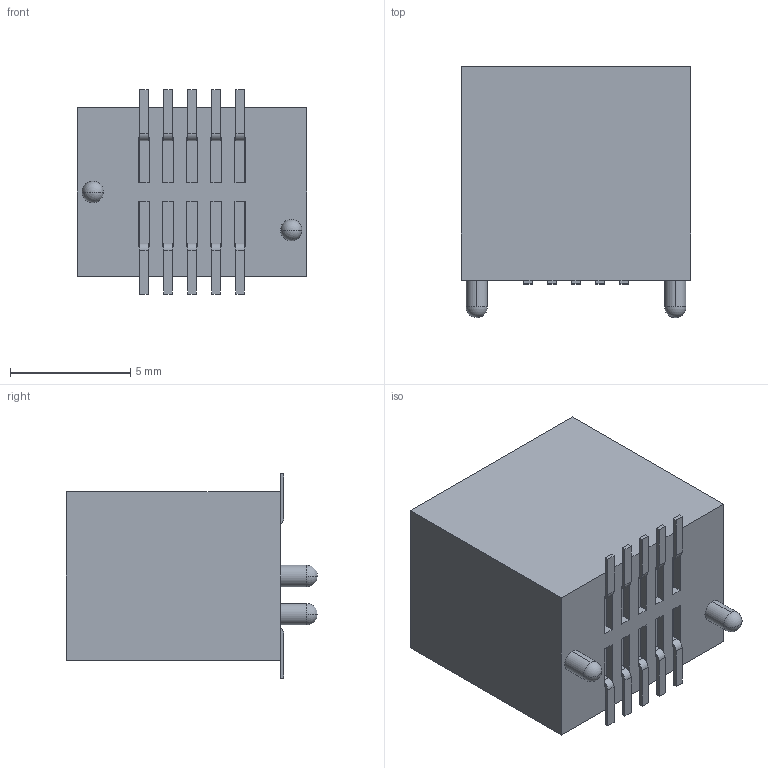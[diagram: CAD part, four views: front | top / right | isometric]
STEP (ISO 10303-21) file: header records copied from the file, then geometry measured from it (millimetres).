
FILE_DESCRIPTION((''),'2;1');
FILE_NAME('MEC1-105-02-F-D-A--2X5P','2025-05-27T15:02:40',('Administrator'),(''),'CREO PARAMETRIC BY PTC INC, 2020033','CREO PARAMETRIC BY PTC INC, 2020033','');
FILE_SCHEMA(('CONFIG_CONTROL_DESIGN'));
Length unit declared in the file: millimetre
Products named in the file (1): MEC1-105-02-F-D-A--2X5P
Bounding box: 9.54 x 10.44 x 8.48 mm (x, y, z)
Volume: 438.2 mm3; surface area: 908.8 mm2
Topology: 1 solids, 1 shells, 333 faces, 1045 edges, 708 vertices
Faces by surface type: plane 269, cylinder 60, sphere 4
Entity records: 11596 total; most frequent: CARTESIAN_POINT 2082, ORIENTED_EDGE 2082, DIRECTION 1874, EDGE_CURVE 1041, VECTOR 874, LINE 874, VERTEX_POINT 708, AXIS2_PLACEMENT_3D 500
